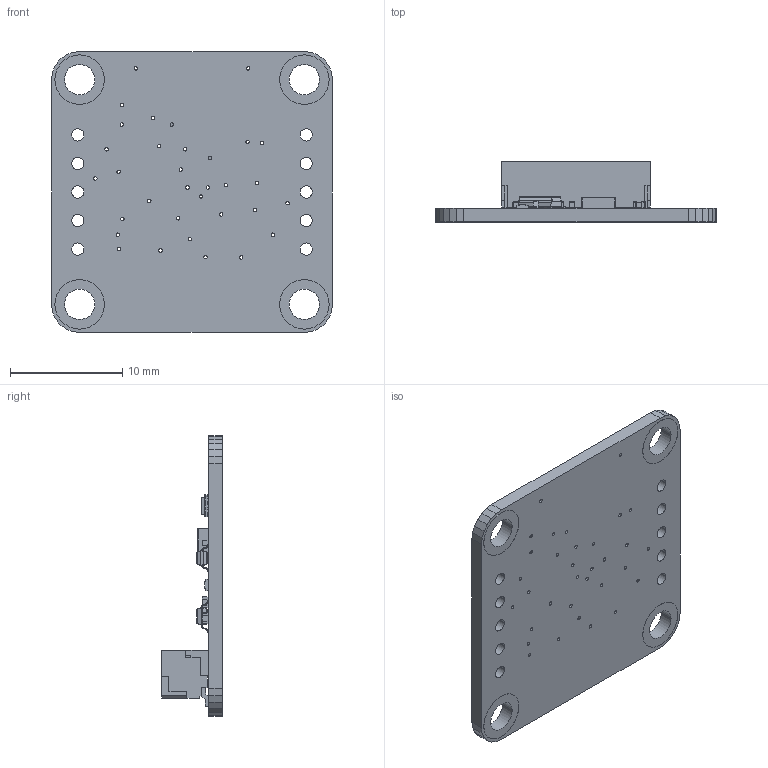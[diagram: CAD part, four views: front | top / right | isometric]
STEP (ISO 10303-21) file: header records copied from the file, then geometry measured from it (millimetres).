
FILE_DESCRIPTION (( 'STEP AP214' ), '1' );
FILE_NAME ('NSE-1124-1.step', '2020-11-24T21:49:03', ( '' ), ( '' ), 'SwSTEP 2.0', 'SolidWorks 2016', '' );
FILE_SCHEMA (( 'AUTOMOTIVE_DESIGN' ));
Length unit declared in the file: millimetre
Products named in the file (10): NSE-1124-1; Module^NSE-1124-1; Board_NSE-1124-1; pqfn-16r_3x3x0.5; rescax-8_1x2x0.5; sot666; sot23-5; sot23; CON-1012-8; cap_0402
Assembly tree (14 placements, depth 3):
  NSE-1124-1
    Module^NSE-1124-1
      Board_NSE-1124-1
      cap_0402  x5
      CON-1012-8
      sot666
      sot23
      rescax-8_1x2x0.5  x2
      pqfn-16r_3x3x0.5
      sot23-5
Bounding box: 25 x 5.41 x 25 mm (x, y, z)
Volume: 851.7 mm3; surface area: 2005.6 mm2
Topology: 27 solids, 27 shells, 1231 faces, 3250 edges, 2088 vertices
Faces by surface type: plane 1010, cylinder 162, bspline 59
Entity records: 37143 total; most frequent: CARTESIAN_POINT 7411, ORIENTED_EDGE 4942, DIRECTION 4354, EDGE_CURVE 2471, LINE 1990, VECTOR 1990, VERTEX_POINT 1604, AXIS2_PLACEMENT_3D 1182
